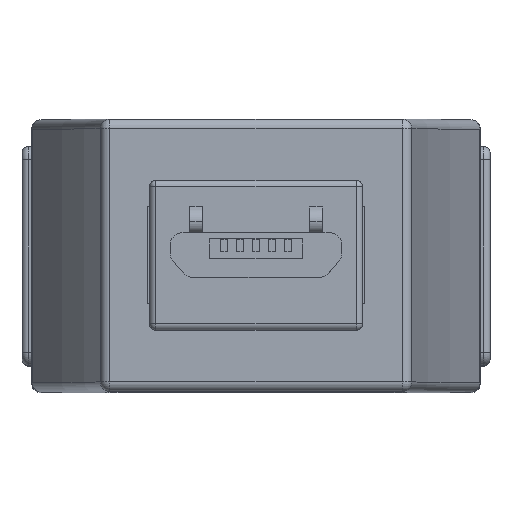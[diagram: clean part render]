
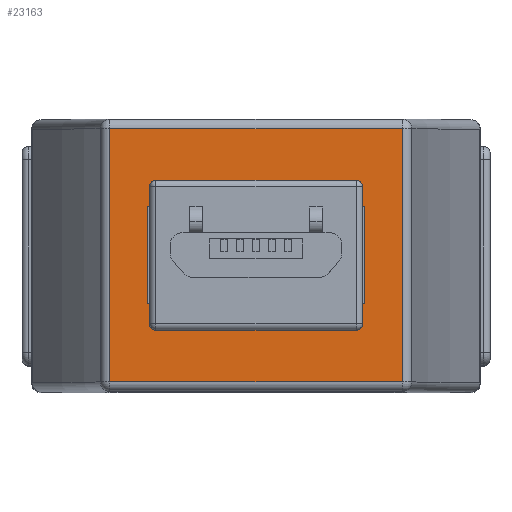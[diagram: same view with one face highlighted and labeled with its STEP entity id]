
A CAD part, top view. The second image highlights one B-rep face of the part: STEP entity #23163.
In plain terms, the highlighted planar face has unit normal (0, 0, 1).
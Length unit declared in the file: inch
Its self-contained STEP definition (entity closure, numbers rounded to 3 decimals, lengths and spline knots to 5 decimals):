
#15858 = DIRECTION ( 'NONE',  ( -1., 0., 0. ) ) ;
#15859 = DIRECTION ( 'NONE',  ( 0., 0., -1. ) ) ;
#15860 = CARTESIAN_POINT ( 'NONE',  ( -0.156, 0.107, 0.61 ) ) ;
#15861 = AXIS2_PLACEMENT_3D ( 'NONE', #15860, #15859, #15858 ) ;
#15862 = CIRCLE ( 'NONE', #15861, 0.01 ) ;
#15871 = VECTOR ( 'NONE', #15930, 39.37008 ) ;
#15872 = CARTESIAN_POINT ( 'NONE',  ( -0.166, 0.117, 0.61 ) ) ;
#15873 = LINE ( 'NONE', #15872, #15871 ) ;
#15874 = DIRECTION ( 'NONE',  ( 0., -1., 0. ) ) ;
#15875 = VECTOR ( 'NONE', #15874, 39.37008 ) ;
#15876 = CARTESIAN_POINT ( 'NONE',  ( -0.166, -0.117, 0.61 ) ) ;
#15877 = LINE ( 'NONE', #15876, #15875 ) ;
#15878 = DIRECTION ( 'NONE',  ( 0., 1., 0. ) ) ;
#15879 = VECTOR ( 'NONE', #15878, 39.37008 ) ;
#15880 = CARTESIAN_POINT ( 'NONE',  ( 0.22806, 0.2125, 0.61 ) ) ;
#15881 = LINE ( 'NONE', #15880, #15879 ) ;
#15885 = DIRECTION ( 'NONE',  ( -1., 0., 0. ) ) ;
#15886 = DIRECTION ( 'NONE',  ( 0., 0., -1. ) ) ;
#15887 = CARTESIAN_POINT ( 'NONE',  ( 0.2415, 0.2125, 0.61 ) ) ;
#15889 = AXIS2_PLACEMENT_3D ( 'NONE', #15887, #15886, #15885 ) ;
#15890 = FACE_BOUND ( 'NONE', #23169, .T. ) ;
#15891 = FACE_OUTER_BOUND ( 'NONE', #23179, .T. ) ;
#15896 = PLANE ( 'NONE',  #15889 ) ;
#15899 = DIRECTION ( 'NONE',  ( -1., 0., 0. ) ) ;
#15900 = VECTOR ( 'NONE', #15899, 39.37008 ) ;
#15901 = CARTESIAN_POINT ( 'NONE',  ( 0.2415, 0.1975, 0.61 ) ) ;
#15902 = LINE ( 'NONE', #15901, #15900 ) ;
#15903 = CARTESIAN_POINT ( 'NONE',  ( 0.22806, 0.1975, 0.61 ) ) ;
#15905 = CARTESIAN_POINT ( 'NONE',  ( -0.22806, 0.1975, 0.61 ) ) ;
#15906 = CARTESIAN_POINT ( 'NONE',  ( -0.166, -0.107, 0.61 ) ) ;
#15907 = DIRECTION ( 'NONE',  ( 0., -1., 0. ) ) ;
#15908 = VECTOR ( 'NONE', #15907, 39.37008 ) ;
#15909 = CARTESIAN_POINT ( 'NONE',  ( -0.22806, 0.2125, 0.61 ) ) ;
#15910 = LINE ( 'NONE', #15909, #15908 ) ;
#15911 = CARTESIAN_POINT ( 'NONE',  ( -0.22806, -0.1975, 0.61 ) ) ;
#15912 = DIRECTION ( 'NONE',  ( 1., 0., 0. ) ) ;
#15913 = VECTOR ( 'NONE', #15912, 39.37008 ) ;
#15914 = CARTESIAN_POINT ( 'NONE',  ( 0.2415, -0.1975, 0.61 ) ) ;
#15915 = LINE ( 'NONE', #15914, #15913 ) ;
#15916 = CARTESIAN_POINT ( 'NONE',  ( 0.22806, -0.1975, 0.61 ) ) ;
#15917 = DIRECTION ( 'NONE',  ( -1., 0., 0. ) ) ;
#15918 = DIRECTION ( 'NONE',  ( 0., 0., -1. ) ) ;
#15919 = CARTESIAN_POINT ( 'NONE',  ( 0.156, 0.107, 0.61 ) ) ;
#15920 = AXIS2_PLACEMENT_3D ( 'NONE', #15919, #15918, #15917 ) ;
#15921 = CIRCLE ( 'NONE', #15920, 0.01 ) ;
#15922 = CARTESIAN_POINT ( 'NONE',  ( 0.166, 0.107, 0.61 ) ) ;
#15923 = DIRECTION ( 'NONE',  ( 0., 1., 0. ) ) ;
#15924 = VECTOR ( 'NONE', #15923, 39.37008 ) ;
#15925 = CARTESIAN_POINT ( 'NONE',  ( 0.166, -0.117, 0.61 ) ) ;
#15926 = LINE ( 'NONE', #15925, #15924 ) ;
#15927 = CARTESIAN_POINT ( 'NONE',  ( -0.166, 0.107, 0.61 ) ) ;
#15928 = CARTESIAN_POINT ( 'NONE',  ( -0.156, 0.117, 0.61 ) ) ;
#15929 = CARTESIAN_POINT ( 'NONE',  ( 0.156, 0.117, 0.61 ) ) ;
#15930 = DIRECTION ( 'NONE',  ( -1., 0., 0. ) ) ;
#15958 = CARTESIAN_POINT ( 'NONE',  ( 0.166, -0.107, 0.61 ) ) ;
#15980 = DIRECTION ( 'NONE',  ( -1., 0., 0. ) ) ;
#15981 = DIRECTION ( 'NONE',  ( 0., 0., -1. ) ) ;
#15982 = CARTESIAN_POINT ( 'NONE',  ( -0.156, -0.107, 0.61 ) ) ;
#15983 = AXIS2_PLACEMENT_3D ( 'NONE', #15982, #15981, #15980 ) ;
#15984 = CIRCLE ( 'NONE', #15983, 0.01 ) ;
#15987 = DIRECTION ( 'NONE',  ( -1., 0., 0. ) ) ;
#15988 = DIRECTION ( 'NONE',  ( 0., 0., -1. ) ) ;
#15989 = CARTESIAN_POINT ( 'NONE',  ( 0.156, -0.107, 0.61 ) ) ;
#15990 = AXIS2_PLACEMENT_3D ( 'NONE', #15989, #15988, #15987 ) ;
#15991 = CIRCLE ( 'NONE', #15990, 0.01 ) ;
#15992 = CARTESIAN_POINT ( 'NONE',  ( 0.156, -0.117, 0.61 ) ) ;
#15994 = DIRECTION ( 'NONE',  ( 1., 0., 0. ) ) ;
#15995 = VECTOR ( 'NONE', #15994, 39.37008 ) ;
#15996 = CARTESIAN_POINT ( 'NONE',  ( -0.166, -0.117, 0.61 ) ) ;
#15997 = LINE ( 'NONE', #15996, #15995 ) ;
#15998 = CARTESIAN_POINT ( 'NONE',  ( -0.156, -0.117, 0.61 ) ) ;
#23161 = EDGE_CURVE ( 'NONE', #23180, #23177, #15862, .T. ) ;
#23163 = ADVANCED_FACE ( 'NONE', ( #15891, #15890 ), #15896, .F. ) ;
#23168 = ORIENTED_EDGE ( 'NONE', *, *, #23172, .F. ) ;
#23169 = EDGE_LOOP ( 'NONE', ( #23168, #23174, #23176, #23185, #23182, #23208, #23224, #23229 ) ) ;
#23170 = EDGE_CURVE ( 'NONE', #23187, #23196, #15881, .T. ) ;
#23172 = EDGE_CURVE ( 'NONE', #23180, #23193, #15877, .T. ) ;
#23173 = EDGE_CURVE ( 'NONE', #23175, #23177, #15873, .T. ) ;
#23174 = ORIENTED_EDGE ( 'NONE', *, *, #23161, .T. ) ;
#23175 = VERTEX_POINT ( 'NONE', #15929 ) ;
#23176 = ORIENTED_EDGE ( 'NONE', *, *, #23173, .F. ) ;
#23177 = VERTEX_POINT ( 'NONE', #15928 ) ;
#23178 = ORIENTED_EDGE ( 'NONE', *, *, #23197, .T. ) ;
#23179 = EDGE_LOOP ( 'NONE', ( #23178, #23194, #23189, #23186 ) ) ;
#23180 = VERTEX_POINT ( 'NONE', #15927 ) ;
#23181 = EDGE_CURVE ( 'NONE', #23209, #23183, #15926, .T. ) ;
#23182 = ORIENTED_EDGE ( 'NONE', *, *, #23181, .F. ) ;
#23183 = VERTEX_POINT ( 'NONE', #15922 ) ;
#23184 = EDGE_CURVE ( 'NONE', #23175, #23183, #15921, .T. ) ;
#23185 = ORIENTED_EDGE ( 'NONE', *, *, #23184, .T. ) ;
#23186 = ORIENTED_EDGE ( 'NONE', *, *, #23170, .T. ) ;
#23187 = VERTEX_POINT ( 'NONE', #15916 ) ;
#23188 = EDGE_CURVE ( 'NONE', #23190, #23187, #15915, .T. ) ;
#23189 = ORIENTED_EDGE ( 'NONE', *, *, #23188, .T. ) ;
#23190 = VERTEX_POINT ( 'NONE', #15911 ) ;
#23191 = EDGE_CURVE ( 'NONE', #23195, #23190, #15910, .T. ) ;
#23193 = VERTEX_POINT ( 'NONE', #15906 ) ;
#23194 = ORIENTED_EDGE ( 'NONE', *, *, #23191, .T. ) ;
#23195 = VERTEX_POINT ( 'NONE', #15905 ) ;
#23196 = VERTEX_POINT ( 'NONE', #15903 ) ;
#23197 = EDGE_CURVE ( 'NONE', #23196, #23195, #15902, .T. ) ;
#23208 = ORIENTED_EDGE ( 'NONE', *, *, #23226, .T. ) ;
#23209 = VERTEX_POINT ( 'NONE', #15958 ) ;
#23222 = VERTEX_POINT ( 'NONE', #15998 ) ;
#23223 = EDGE_CURVE ( 'NONE', #23222, #23225, #15997, .T. ) ;
#23224 = ORIENTED_EDGE ( 'NONE', *, *, #23223, .F. ) ;
#23225 = VERTEX_POINT ( 'NONE', #15992 ) ;
#23226 = EDGE_CURVE ( 'NONE', #23209, #23225, #15991, .T. ) ;
#23228 = EDGE_CURVE ( 'NONE', #23222, #23193, #15984, .T. ) ;
#23229 = ORIENTED_EDGE ( 'NONE', *, *, #23228, .T. ) ;
